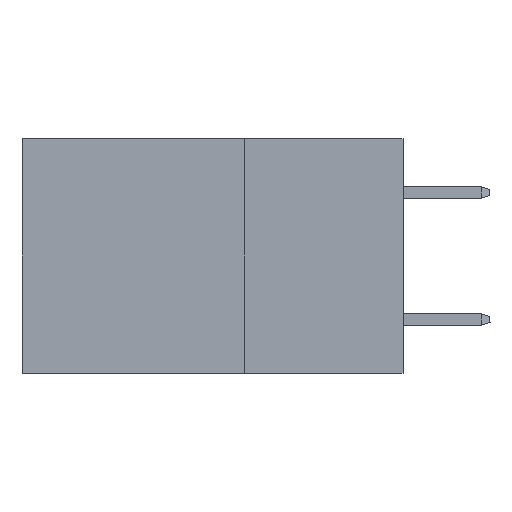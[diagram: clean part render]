
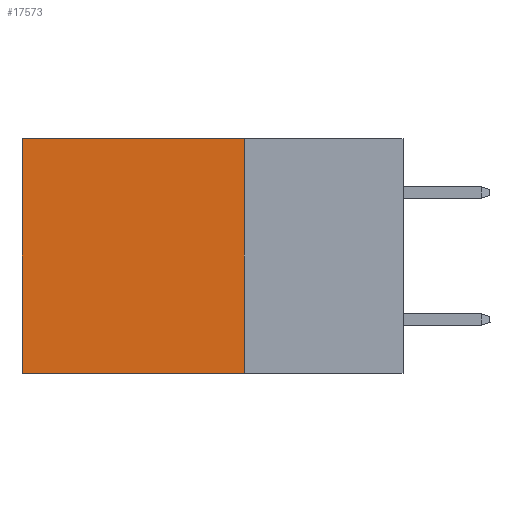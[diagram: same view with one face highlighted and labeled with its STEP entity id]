
A CAD part, left-side view. The second image highlights one B-rep face of the part: STEP entity #17573.
In plain terms, the highlighted planar face has unit normal (-1, 0, 0).
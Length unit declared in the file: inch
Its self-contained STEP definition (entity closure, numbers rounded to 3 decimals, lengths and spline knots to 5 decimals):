
#159 = DIRECTION ( 'NONE',  ( 1., 0., 0. ) ) ;
#544 = EDGE_CURVE ( 'NONE', #16189, #16052, #15279, .T. ) ;
#725 = CARTESIAN_POINT ( 'NONE',  ( 0.2875, 0.6, 0. ) ) ;
#2606 = EDGE_CURVE ( 'NONE', #7292, #16189, #5193, .T. ) ;
#2997 = CARTESIAN_POINT ( 'NONE',  ( 0.2875, 0.6, 0. ) ) ;
#3180 = DIRECTION ( 'NONE',  ( 0., 0., -1. ) ) ;
#3392 = PLANE ( 'NONE',  #4646 ) ;
#4646 = AXIS2_PLACEMENT_3D ( 'NONE', #10885, #159, #6541 ) ;
#5014 = CARTESIAN_POINT ( 'NONE',  ( 0.2875, 0.25, 0. ) ) ;
#5091 = ORIENTED_EDGE ( 'NONE', *, *, #12198, .F. ) ;
#5193 = LINE ( 'NONE', #17055, #18500 ) ;
#6541 = DIRECTION ( 'NONE',  ( 0., 0., -1. ) ) ;
#7292 = VERTEX_POINT ( 'NONE', #5014 ) ;
#7434 = CARTESIAN_POINT ( 'NONE',  ( 0.2875, 0.25, -0.37 ) ) ;
#8810 = VECTOR ( 'NONE', #18318, 39.37008 ) ;
#9410 = FACE_OUTER_BOUND ( 'NONE', #16623, .T. ) ;
#9629 = DIRECTION ( 'NONE',  ( 0., 1., 0. ) ) ;
#9845 = CARTESIAN_POINT ( 'NONE',  ( 0.2875, 0.6, -0.37 ) ) ;
#10694 = EDGE_CURVE ( 'NONE', #7292, #13650, #18114, .T. ) ;
#10885 = CARTESIAN_POINT ( 'NONE',  ( 0.2875, 0.25, 0. ) ) ;
#11145 = CARTESIAN_POINT ( 'NONE',  ( 0.2875, 0.25, -0.37 ) ) ;
#11919 = VECTOR ( 'NONE', #3180, 39.37008 ) ;
#12198 = EDGE_CURVE ( 'NONE', #13650, #16052, #14674, .T. ) ;
#12275 = ORIENTED_EDGE ( 'NONE', *, *, #544, .T. ) ;
#12396 = CARTESIAN_POINT ( 'NONE',  ( 0.2875, 0.25, 0. ) ) ;
#12641 = ORIENTED_EDGE ( 'NONE', *, *, #2606, .T. ) ;
#13136 = ORIENTED_EDGE ( 'NONE', *, *, #10694, .F. ) ;
#13650 = VERTEX_POINT ( 'NONE', #11145 ) ;
#14482 = VECTOR ( 'NONE', #18184, 39.37008 ) ;
#14674 = LINE ( 'NONE', #7434, #14482 ) ;
#15279 = LINE ( 'NONE', #2997, #11919 ) ;
#16052 = VERTEX_POINT ( 'NONE', #9845 ) ;
#16189 = VERTEX_POINT ( 'NONE', #725 ) ;
#16623 = EDGE_LOOP ( 'NONE', ( #12275, #5091, #13136, #12641 ) ) ;
#17055 = CARTESIAN_POINT ( 'NONE',  ( 0.2875, 0.25, 0. ) ) ;
#17573 = ADVANCED_FACE ( 'NONE', ( #9410 ), #3392, .F. ) ;
#18114 = LINE ( 'NONE', #12396, #8810 ) ;
#18184 = DIRECTION ( 'NONE',  ( 0., 1., 0. ) ) ;
#18318 = DIRECTION ( 'NONE',  ( 0., 0., -1. ) ) ;
#18500 = VECTOR ( 'NONE', #9629, 39.37008 ) ;
